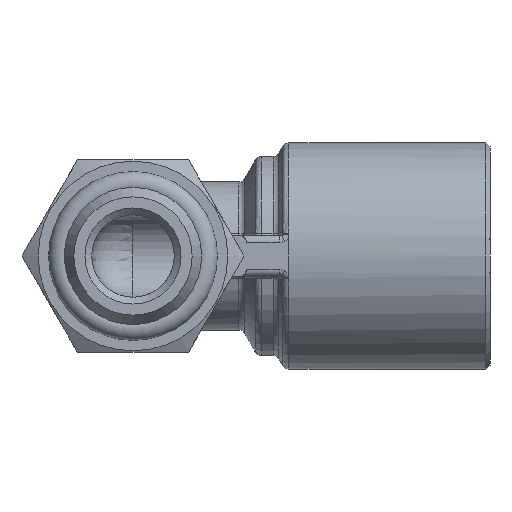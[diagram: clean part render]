
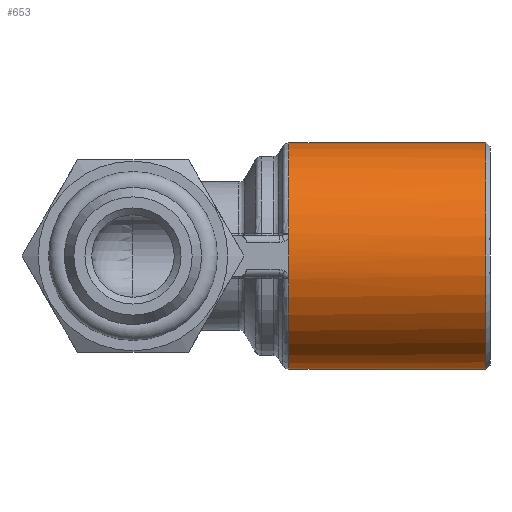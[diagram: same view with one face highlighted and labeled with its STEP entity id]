
A CAD part, front view. The second image highlights one B-rep face of the part: STEP entity #653.
In plain terms, the highlighted cylindrical face has radius 8.25 mm (diameter 16.5 mm), a full revolution.
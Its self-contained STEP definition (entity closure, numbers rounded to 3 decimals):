
#653 = ADVANCED_FACE( 'NONE', ( #1394, #1395 ), #1396, .T. );
#1394 = FACE_OUTER_BOUND( '', #4286, .T. );
#1395 = FACE_OUTER_BOUND( '', #4287, .T. );
#1396 = CYLINDRICAL_SURFACE( '', #4288, 8.25 );
#4286 = EDGE_LOOP( '', ( #6692, #6693, #6694 ) );
#4287 = EDGE_LOOP( '', ( #6695 ) );
#4288 = AXIS2_PLACEMENT_3D( '', #6696, #6697, #6698 );
#6692 = ORIENTED_EDGE( '', *, *, #7893, .T. );
#6693 = ORIENTED_EDGE( '', *, *, #7372, .T. );
#6694 = ORIENTED_EDGE( '', *, *, #7897, .T. );
#6695 = ORIENTED_EDGE( '', *, *, #7898, .F. );
#6696 = CARTESIAN_POINT( '', ( 10., 0., 0. ) );
#6697 = DIRECTION( '', ( 1., 0., 0. ) );
#6698 = DIRECTION( '', ( 0., -1., 0. ) );
#7372 = EDGE_CURVE( 'NONE', #8439, #8149, #8441, .T. );
#7893 = EDGE_CURVE( 'NONE', #8865, #8439, #9168, .T. );
#7897 = EDGE_CURVE( 'NONE', #8149, #8865, #9172, .T. );
#7898 = EDGE_CURVE( 'NONE', #9173, #9173, #9174, .T. );
#8149 = VERTEX_POINT( 'NONE', #9806 );
#8439 = VERTEX_POINT( 'NONE', #10801 );
#8441 = CIRCLE( '', #10804, 8.25 );
#8865 = VERTEX_POINT( 'NONE', #12518 );
#9168 = CIRCLE( '', #13415, 8.25 );
#9172 = CIRCLE( '', #13420, 8.25 );
#9173 = VERTEX_POINT( '', #13421 );
#9174 = CIRCLE( '', #13422, 8.25 );
#9806 = CARTESIAN_POINT( '', ( 11.355, -8.081, -1.66 ) );
#10801 = CARTESIAN_POINT( '', ( 11.355, -8.25, 0. ) );
#10804 = AXIS2_PLACEMENT_3D( '', #13783, #13784, #13785 );
#12518 = CARTESIAN_POINT( '', ( 11.355, -8.081, 1.66 ) );
#13415 = AXIS2_PLACEMENT_3D( '', #14138, #14139, #14140 );
#13420 = AXIS2_PLACEMENT_3D( '', #14142, #14143, #14144 );
#13421 = CARTESIAN_POINT( '', ( 25.7, 0., 8.25 ) );
#13422 = AXIS2_PLACEMENT_3D( '', #14145, #14146, #14147 );
#13783 = CARTESIAN_POINT( '', ( 11.355, 0., 0. ) );
#13784 = DIRECTION( '', ( 1., 0., 0. ) );
#13785 = DIRECTION( '', ( 0., 1., 0. ) );
#14138 = CARTESIAN_POINT( '', ( 11.355, 0., 0. ) );
#14139 = DIRECTION( '', ( 1., 0., 0. ) );
#14140 = DIRECTION( '', ( 0., 1., 0. ) );
#14142 = CARTESIAN_POINT( '', ( 11.355, 0., 0. ) );
#14143 = DIRECTION( '', ( 1., 0., 0. ) );
#14144 = DIRECTION( '', ( 0., 1., 0. ) );
#14145 = CARTESIAN_POINT( '', ( 25.7, 0., 0. ) );
#14146 = DIRECTION( '', ( 1., 0., 0. ) );
#14147 = DIRECTION( '', ( 0., 0., 1. ) );
